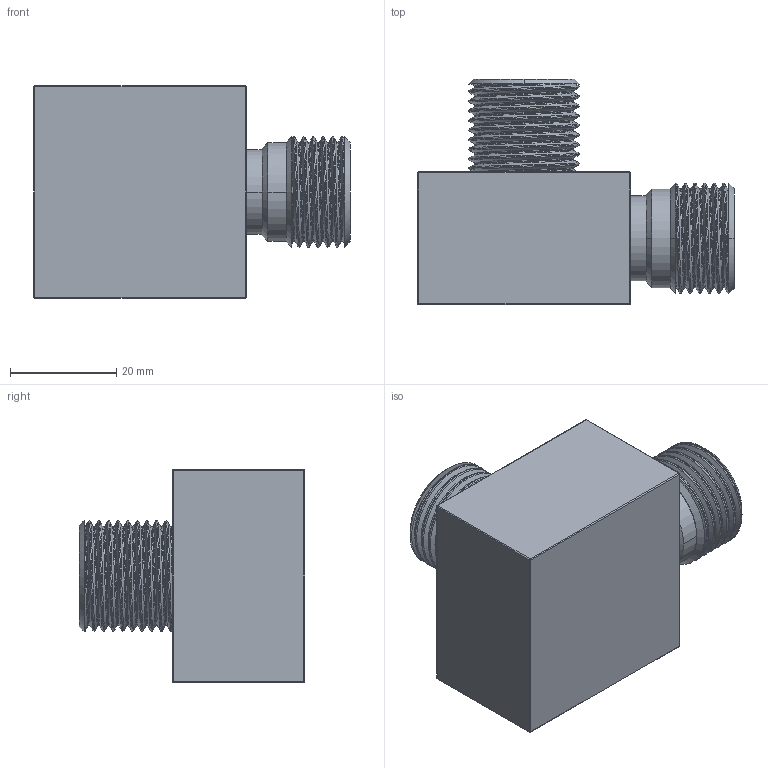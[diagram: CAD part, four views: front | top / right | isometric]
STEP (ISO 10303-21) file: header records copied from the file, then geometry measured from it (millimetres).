
FILE_DESCRIPTION((''),'2;1');
FILE_NAME('4071742CR','2021-05-05T13:19:57',('ut3'),('PAFFONI SpA'),'CREO PARAMETRIC BY PTC INC, 2020044','CREO PARAMETRIC BY PTC INC, 2020044','');
FILE_SCHEMA(('CONFIG_CONTROL_DESIGN','SHAPE_APPEARANCE_LAYERS_GROUPS'));
Length unit declared in the file: millimetre
Products named in the file (1): 4071742CR
Bounding box: 59.6 x 42.5 x 40 mm (x, y, z)
Volume: 2732.2 mm3; surface area: 17820.1 mm2
Topology: 1 solids, 3 shells, 339 faces, 1075 edges, 736 vertices
Faces by surface type: cylinder 161, plane 68, bspline 64, cone 34, sphere 8, torus 4
Entity records: 28930 total; most frequent: CARTESIAN_POINT 20509, ORIENTED_EDGE 2126, DIRECTION 1232, EDGE_CURVE 1067, VERTEX_POINT 736, B_SPLINE_CURVE_WITH_KNOTS 601, AXIS2_PLACEMENT_3D 490, EDGE_LOOP 351
